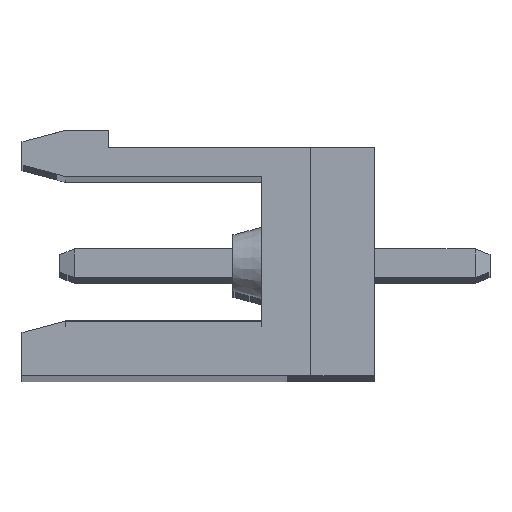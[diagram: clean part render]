
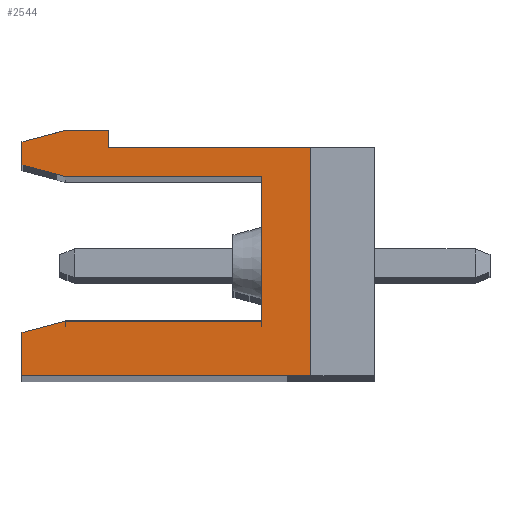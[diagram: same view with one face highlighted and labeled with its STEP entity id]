
A CAD part, top view. The second image highlights one B-rep face of the part: STEP entity #2544.
In plain terms, the highlighted planar face has unit normal (0, 0, 1).
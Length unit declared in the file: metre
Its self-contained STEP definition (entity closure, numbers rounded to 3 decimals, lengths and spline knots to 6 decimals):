
#2544=ADVANCED_FACE('',(#5641),#5642,.F.);
#5641=FACE_OUTER_BOUND('',#9265,.T.);
#5642=PLANE('',#9266);
#9265=EDGE_LOOP('',(#17121,#17122,#17123,#17124,#17125,#17126,#17127,#17128,#17129,#17130,#17131,#17132,#17133));
#9266=AXIS2_PLACEMENT_3D('',#17134,#17135,#17136);
#17121=ORIENTED_EDGE('',*,*,#22090,.F.);
#17122=ORIENTED_EDGE('',*,*,#21802,.F.);
#17123=ORIENTED_EDGE('',*,*,#24314,.F.);
#17124=ORIENTED_EDGE('',*,*,#24322,.F.);
#17125=ORIENTED_EDGE('',*,*,#21721,.T.);
#17126=ORIENTED_EDGE('',*,*,#22079,.T.);
#17127=ORIENTED_EDGE('',*,*,#24294,.T.);
#17128=ORIENTED_EDGE('',*,*,#21373,.T.);
#17129=ORIENTED_EDGE('',*,*,#22094,.T.);
#17130=ORIENTED_EDGE('',*,*,#22098,.T.);
#17131=ORIENTED_EDGE('',*,*,#22188,.T.);
#17132=ORIENTED_EDGE('',*,*,#24282,.T.);
#17133=ORIENTED_EDGE('',*,*,#21482,.F.);
#17134=CARTESIAN_POINT('',(-0.0037,0.0069,1.82824));
#17135=DIRECTION('',(0.0,0.0,-1.0));
#17136=DIRECTION('',(0.0,-1.0,0.0));
#21373=EDGE_CURVE('',#25545,#25543,#25546,.T.);
#21482=EDGE_CURVE('',#25760,#25762,#25763,.T.);
#21721=EDGE_CURVE('',#26174,#26171,#26175,.T.);
#21802=EDGE_CURVE('',#26319,#26320,#26321,.T.);
#22079=EDGE_CURVE('',#26171,#26842,#26844,.T.);
#22090=EDGE_CURVE('',#26320,#25760,#26863,.T.);
#22094=EDGE_CURVE('',#25543,#26866,#26869,.T.);
#22098=EDGE_CURVE('',#26866,#26872,#26875,.T.);
#22188=EDGE_CURVE('',#26872,#27047,#27049,.T.);
#24282=EDGE_CURVE('',#27047,#25762,#30080,.T.);
#24294=EDGE_CURVE('',#26842,#25545,#30092,.T.);
#24314=EDGE_CURVE('',#30112,#26319,#30114,.T.);
#24322=EDGE_CURVE('',#26174,#30112,#30123,.T.);
#25543=VERTEX_POINT('',#31576);
#25545=VERTEX_POINT('',#31579);
#25546=LINE('',#31580,#31581);
#25760=VERTEX_POINT('',#31901);
#25762=VERTEX_POINT('',#31904);
#25763=LINE('',#31905,#31906);
#26171=VERTEX_POINT('',#32535);
#26174=VERTEX_POINT('',#32539);
#26175=LINE('',#32540,#32541);
#26319=VERTEX_POINT('',#32724);
#26320=VERTEX_POINT('',#32725);
#26321=LINE('',#32726,#32727);
#26842=VERTEX_POINT('',#33476);
#26844=LINE('',#33479,#33480);
#26863=LINE('',#33508,#33509);
#26866=VERTEX_POINT('',#33513);
#26869=LINE('',#33517,#33518);
#26872=VERTEX_POINT('',#33522);
#26875=LINE('',#33526,#33527);
#27047=VERTEX_POINT('',#33785);
#27049=LINE('',#33788,#33789);
#30080=LINE('',#38378,#38379);
#30092=LINE('',#38397,#38398);
#30112=VERTEX_POINT('',#38427);
#30114=LINE('',#38430,#38431);
#30123=LINE('',#38447,#38448);
#31576=CARTESIAN_POINT('',(-0.009,0.0079,1.82824));
#31579=CARTESIAN_POINT('',(-0.002,0.0079,1.82824));
#31580=CARTESIAN_POINT('',(-0.0022,0.0079,1.82824));
#31581=VECTOR('',#40216,1.0);
#31901=CARTESIAN_POINT('',(-0.010507,0.0069,1.82824));
#31904=CARTESIAN_POINT('',(-0.012,0.0073,1.82824));
#31905=CARTESIAN_POINT('',(-0.012,0.0073,1.82824));
#31906=VECTOR('',#40324,1.0);
#32535=CARTESIAN_POINT('',(-0.012,0.,1.82824));
#32539=CARTESIAN_POINT('',(-0.012,0.001498,1.82824));
#32540=CARTESIAN_POINT('',(-0.012,0.0082,1.82824));
#32541=VECTOR('',#40545,1.0);
#32724=CARTESIAN_POINT('',(-0.0037,0.0019,1.82824));
#32725=CARTESIAN_POINT('',(-0.0037,0.0069,1.82824));
#32726=CARTESIAN_POINT('',(-0.0037,0.0069,1.82824));
#32727=VECTOR('',#40684,1.0);
#33476=CARTESIAN_POINT('',(-0.002,0.,1.82824));
#33479=CARTESIAN_POINT('',(-0.012,0.,1.82824));
#33480=VECTOR('',#41019,1.0);
#33508=CARTESIAN_POINT('',(-0.010507,0.0069,1.82824));
#33509=VECTOR('',#41029,1.0);
#33513=CARTESIAN_POINT('',(-0.009,0.0085,1.82824));
#33517=CARTESIAN_POINT('',(-0.009,0.0081,1.82824));
#33518=VECTOR('',#41032,1.0);
#33522=CARTESIAN_POINT('',(-0.010507,0.0085,1.82824));
#33526=CARTESIAN_POINT('',(-0.009,0.0085,1.82824));
#33527=VECTOR('',#41035,1.0);
#33785=CARTESIAN_POINT('',(-0.012,0.0081,1.82824));
#33788=CARTESIAN_POINT('',(-0.010507,0.0085,1.82824));
#33789=VECTOR('',#41123,1.0);
#38378=CARTESIAN_POINT('',(-0.012,0.0082,1.82824));
#38379=VECTOR('',#42610,1.0);
#38397=CARTESIAN_POINT('',(-0.002,0.0079,1.82824));
#38398=VECTOR('',#42617,1.0);
#38427=CARTESIAN_POINT('',(-0.0105,0.0019,1.82824));
#38430=CARTESIAN_POINT('',(-0.0037,0.0019,1.82824));
#38431=VECTOR('',#42628,1.0);
#38447=CARTESIAN_POINT('',(-0.0105,0.0019,1.82824));
#38448=VECTOR('',#42633,1.0);
#40216=DIRECTION('',(-1.0,0.0,0.0));
#40324=DIRECTION('',(-0.966,0.259,0.0));
#40545=DIRECTION('',(0.0,-1.0,0.0));
#40684=DIRECTION('',(0.,1.0,0.0));
#41019=DIRECTION('',(1.0,0.0,0.0));
#41029=DIRECTION('',(-1.0,0.0,0.0));
#41032=DIRECTION('',(0.,1.0,0.0));
#41035=DIRECTION('',(-1.0,0.0,0.0));
#41123=DIRECTION('',(-0.966,-0.259,0.0));
#42610=DIRECTION('',(0.0,-1.0,0.0));
#42617=DIRECTION('',(0.0,1.0,0.0));
#42628=DIRECTION('',(1.0,0.0,0.0));
#42633=DIRECTION('',(0.966,0.259,0.0));
